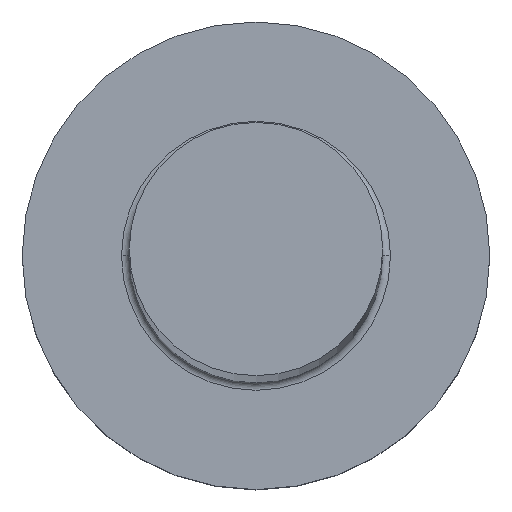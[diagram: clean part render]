
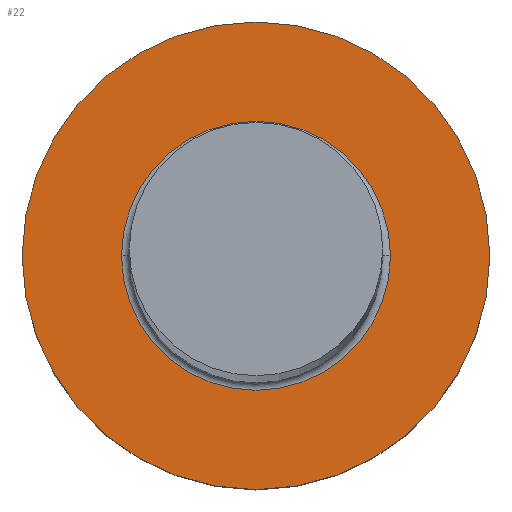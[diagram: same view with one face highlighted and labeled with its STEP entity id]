
A CAD part, top view. The second image highlights one B-rep face of the part: STEP entity #22.
In plain terms, the highlighted planar face has unit normal (0, 0, 1).
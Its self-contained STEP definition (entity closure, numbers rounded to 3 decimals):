
#17 = DIRECTION ( 'NONE',  ( 0., 0., -1. ) ) ;
#22 = ADVANCED_FACE ( 'NONE', ( #245, #62 ), #151, .T. ) ;
#29 = DIRECTION ( 'NONE',  ( 1., 0., 0. ) ) ;
#31 = EDGE_CURVE ( 'NONE', #57, #299, #306, .T. ) ;
#33 = CIRCLE ( 'NONE', #266, 6. ) ;
#38 = EDGE_LOOP ( 'NONE', ( #199, #61 ) ) ;
#43 = DIRECTION ( 'NONE',  ( 1., 0., 0. ) ) ;
#47 = CARTESIAN_POINT ( 'NONE',  ( 0., 0., 5. ) ) ;
#52 = CIRCLE ( 'NONE', #55, 6. ) ;
#55 = AXIS2_PLACEMENT_3D ( 'NONE', #92, #158, #29 ) ;
#57 = VERTEX_POINT ( 'NONE', #175 ) ;
#61 = ORIENTED_EDGE ( 'NONE', *, *, #239, .T. ) ;
#62 = FACE_OUTER_BOUND ( 'NONE', #38, .T. ) ;
#64 = CIRCLE ( 'NONE', #186, 3.45 ) ;
#73 = AXIS2_PLACEMENT_3D ( 'NONE', #302, #252, #43 ) ;
#92 = CARTESIAN_POINT ( 'NONE',  ( 0., 0., 5. ) ) ;
#103 = ORIENTED_EDGE ( 'NONE', *, *, #31, .T. ) ;
#104 = CARTESIAN_POINT ( 'NONE',  ( 0., 0., 5. ) ) ;
#109 = AXIS2_PLACEMENT_3D ( 'NONE', #104, #129, #224 ) ;
#111 = VERTEX_POINT ( 'NONE', #210 ) ;
#114 = DIRECTION ( 'NONE',  ( 1., 0., 0. ) ) ;
#120 = CARTESIAN_POINT ( 'NONE',  ( -3.45, 0., 5. ) ) ;
#129 = DIRECTION ( 'NONE',  ( 0., 0., -1. ) ) ;
#136 = DIRECTION ( 'NONE',  ( 1., 0., 0. ) ) ;
#151 = PLANE ( 'NONE',  #73 ) ;
#158 = DIRECTION ( 'NONE',  ( 0., 0., 1. ) ) ;
#163 = VERTEX_POINT ( 'NONE', #228 ) ;
#173 = EDGE_CURVE ( 'NONE', #299, #57, #64, .T. ) ;
#175 = CARTESIAN_POINT ( 'NONE',  ( 3.45, 0., 5. ) ) ;
#186 = AXIS2_PLACEMENT_3D ( 'NONE', #47, #17, #114 ) ;
#199 = ORIENTED_EDGE ( 'NONE', *, *, #293, .T. ) ;
#210 = CARTESIAN_POINT ( 'NONE',  ( 6., 0., 5. ) ) ;
#211 = CARTESIAN_POINT ( 'NONE',  ( 0., 0., 5. ) ) ;
#224 = DIRECTION ( 'NONE',  ( 1., 0., 0. ) ) ;
#228 = CARTESIAN_POINT ( 'NONE',  ( -6., 0., 5. ) ) ;
#239 = EDGE_CURVE ( 'NONE', #111, #163, #33, .T. ) ;
#245 = FACE_BOUND ( 'NONE', #300, .T. ) ;
#252 = DIRECTION ( 'NONE',  ( 0., 0., 1. ) ) ;
#266 = AXIS2_PLACEMENT_3D ( 'NONE', #211, #284, #136 ) ;
#284 = DIRECTION ( 'NONE',  ( 0., 0., 1. ) ) ;
#293 = EDGE_CURVE ( 'NONE', #163, #111, #52, .T. ) ;
#297 = ORIENTED_EDGE ( 'NONE', *, *, #173, .T. ) ;
#299 = VERTEX_POINT ( 'NONE', #120 ) ;
#300 = EDGE_LOOP ( 'NONE', ( #103, #297 ) ) ;
#302 = CARTESIAN_POINT ( 'NONE',  ( 0., 0., 5. ) ) ;
#306 = CIRCLE ( 'NONE', #109, 3.45 ) ;
